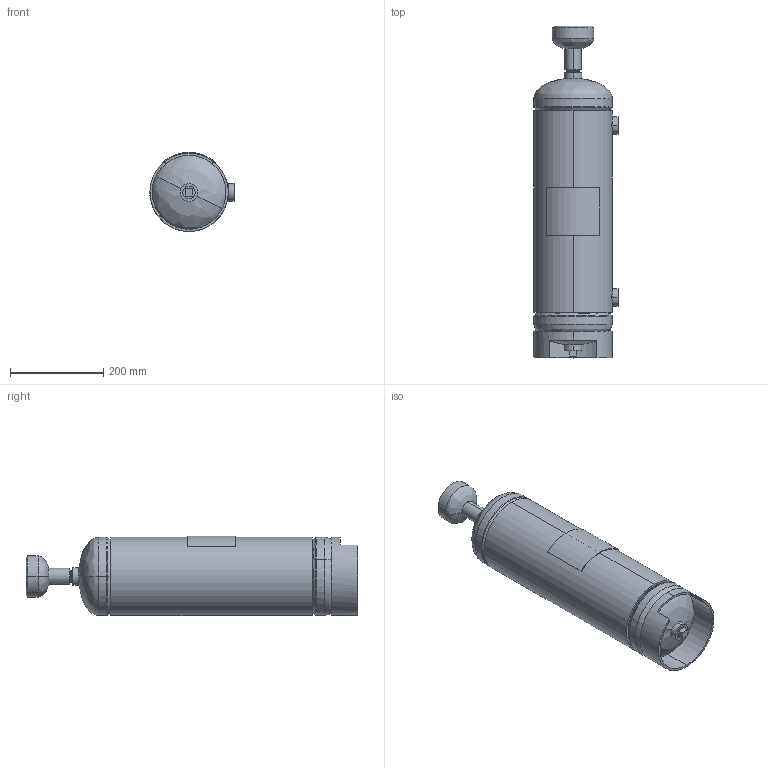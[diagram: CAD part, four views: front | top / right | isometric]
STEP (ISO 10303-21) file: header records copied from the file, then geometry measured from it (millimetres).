
FILE_DESCRIPTION (( 'STEP AP203' ), '1' );
FILE_NAME ('CPFTA-2.STEP', '2022-11-01T20:34:22', ( '' ), ( '' ), 'SwSTEP 2.0', 'SolidWorks 2022', '' );
FILE_SCHEMA (( 'CONFIG_CONTROL_DESIGN' ));
Length unit declared in the file: inch
Products named in the file (10): CPFTA-2; 9200007; 9600830_6.625" VERT; PLUGS_9500140; 99P5001; 9500040; 8400710_7727K221; 99P5002; Couplings_9500559; 9201520
Assembly tree (14 placements, depth 2):
  CPFTA-2
    99P5001
    9200007  x2
    9500040  x4
    Couplings_9500559
    8400710_7727K221
    9201520
    99P5002
    PLUGS_9500140  x2
    9600830_6.625" VERT
Bounding box: 180.97 x 713.24 x 169.83 mm (x, y, z)
Volume: 1807318.1 mm3; surface area: 796009.9 mm2
Topology: 14 solids, 14 shells, 336 faces, 694 edges, 394 vertices
Faces by surface type: cone 170, cylinder 88, plane 50, torus 16, bspline 12
Entity records: 8806 total; most frequent: CARTESIAN_POINT 1952, DIRECTION 1338, ORIENTED_EDGE 1072, AXIS2_PLACEMENT_3D 550, EDGE_CURVE 536, VERTEX_POINT 298, CIRCLE 282, EDGE_LOOP 280
